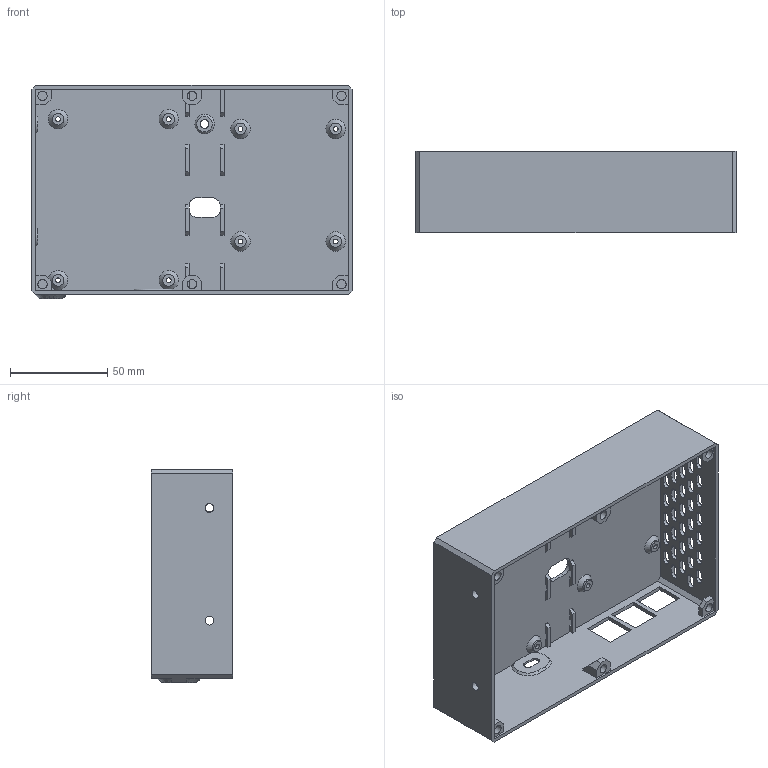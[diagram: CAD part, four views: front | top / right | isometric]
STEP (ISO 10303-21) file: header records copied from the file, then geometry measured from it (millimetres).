
FILE_DESCRIPTION(/* description */ ('STEP AP242','CAx-IF Rec.Pracs.---Representation and Presentation of Product Manufacturing Information (PMI)---4.0---2014-10-13','CAx-IF Rec.Pracs.---3D Tessellated Geometry---0.4---2014-09-14','2;1'),/* implementation_level */ '2;1');
FILE_NAME(/* name */ '6895d82c210217407d82620e',/* time_stamp */ '2025-08-08T10:57:50Z',/* author */ (''),/* organization */ (''),/* preprocessor_version */ 'ST-DEVELOPER v20',/* originating_system */ 'ONSHAPE BY PTC INC, 1.202',/* authorisation */ ' ');
FILE_SCHEMA (('AP242_MANAGED_MODEL_BASED_3D_ENGINEERING_MIM_LF { 1 0 10303 442 1 1 4 }'));
Length unit declared in the file: metre
Products named in the file (1): Control Box
Bounding box: 165 x 42 x 110 mm (x, y, z)
Volume: 77229.7 mm3; surface area: 79532.5 mm2
Topology: 1 solids, 1 shells, 377 faces, 1097 edges, 731 vertices
Faces by surface type: plane 243, cylinder 111, cone 23
Full cylindrical faces by diameter (mm): 2.5 x8, 4.5 x3, 4.8 x6, 6 x8
Entity records: 12498 total; most frequent: CARTESIAN_POINT 2162, ORIENTED_EDGE 2108, DIRECTION 2070, EDGE_CURVE 1054, LINE 790, VECTOR 790, VERTEX_POINT 724, AXIS2_PLACEMENT_3D 640
